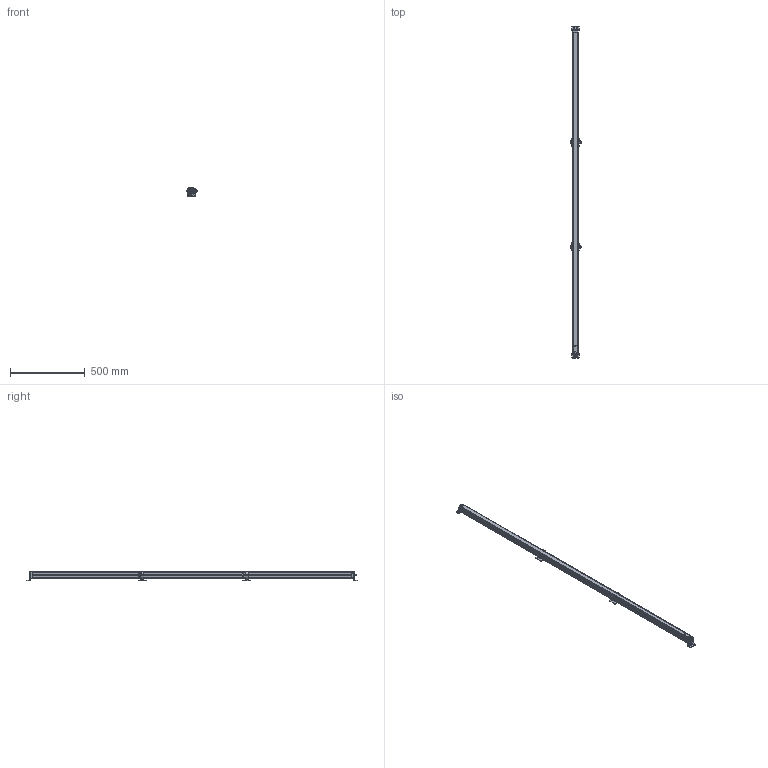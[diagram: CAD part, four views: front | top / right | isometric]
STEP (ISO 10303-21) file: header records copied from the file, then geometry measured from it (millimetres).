
FILE_DESCRIPTION((''),'2;1');
FILE_NAME('139514_ASM','2015-12-02T',('pdmadmin'),(''),'PRO/ENGINEER BY PARAMETRIC TECHNOLOGY CORPORATION, 2013230','PRO/ENGINEER BY PARAMETRIC TECHNOLOGY CORPORATION, 2013230','');
FILE_SCHEMA(('CONFIG_CONTROL_DESIGN'));
Length unit declared in the file: inch
Products named in the file (26): 135375; 131958; 135371; 135566_ASM; 125310; 113680; 109551; 123800_AF1466; 114466; 113974; 109552; 111625; 119220; 63529; 111838_ASM; 123801_AF1167; 111834; 111835; 111087; 58892_GENERIC; 114483; 114482; 58892; 60139; 71756_ASM; 139514_ASM
Assembly tree (41 placements, depth 3):
  139514_ASM
    135566_ASM
      135375
      131958
      135371
    125310
    113680
    109551
    123800_AF1466
    114466  x8
    113974
    111838_ASM
      109552
      111625
      119220
      63529
    123801_AF1167
    111834
    111835  x2
    111087  x2
    58892_GENERIC  x4
    71756_ASM  x2
      114483
      114482
      58892
      60139
Bounding box: 68.64 x 2226 x 63 mm (x, y, z)
Volume: 1457319.8 mm3; surface area: 908543 mm2
Topology: 45 solids, 63 shells, 4385 faces, 11964 edges, 7777 vertices
Faces by surface type: plane 2511, cylinder 1477, bspline 253, torus 62, cone 42, sphere 40
Entity records: 79680 total; most frequent: CARTESIAN_POINT 27771, ORIENTED_EDGE 10894, DIRECTION 10210, EDGE_CURVE 5471, VECTOR 3930, LINE 3930, VERTEX_POINT 3528, AXIS2_PLACEMENT_3D 3140
